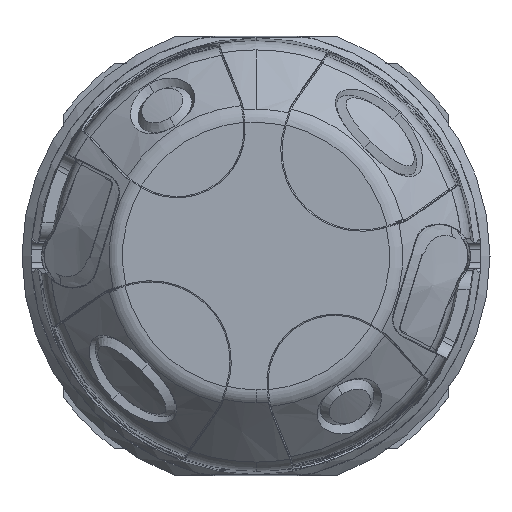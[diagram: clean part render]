
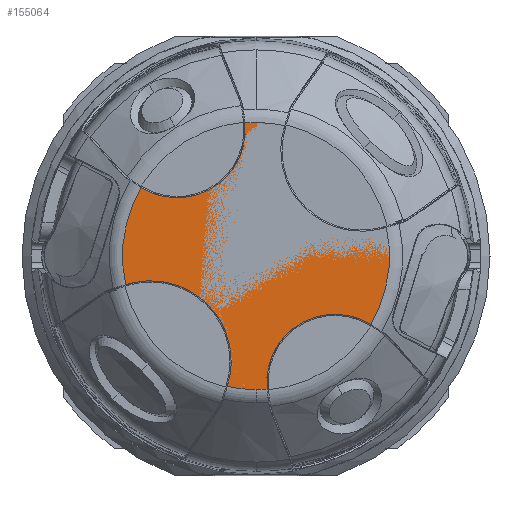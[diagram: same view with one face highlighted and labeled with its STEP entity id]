
A CAD part, front view. The second image highlights one B-rep face of the part: STEP entity #155064.
In plain terms, the highlighted planar face has unit normal (0, -1, 0).
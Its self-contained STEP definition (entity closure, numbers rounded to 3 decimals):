
#622 = EDGE_CURVE ( 'NONE', #133526, #131536, #51647, .T. ) ;
#1896 = ORIENTED_EDGE ( 'NONE', *, *, #113467, .T. ) ;
#4139 = CIRCLE ( 'NONE', #78908, 21.506 ) ;
#8028 = CARTESIAN_POINT ( 'NONE',  ( -15.207, -2.5, -4.059 ) ) ;
#11830 = ORIENTED_EDGE ( 'NONE', *, *, #622, .F. ) ;
#12718 = DIRECTION ( 'NONE',  ( 0., -1., 0. ) ) ;
#13757 = PLANE ( 'NONE',  #34230 ) ;
#20634 = CARTESIAN_POINT ( 'NONE',  ( -5.04, -2.5, -11.728 ) ) ;
#21317 = DIRECTION ( 'NONE',  ( 0., 0., 1. ) ) ;
#21714 = CARTESIAN_POINT ( 'NONE',  ( 19.899, -2.5, 4.277 ) ) ;
#22352 = CARTESIAN_POINT ( 'NONE',  ( 0., -2.5, 0. ) ) ;
#22430 = EDGE_CURVE ( 'NONE', #116343, #161005, #113066, .T. ) ;
#24291 = CIRCLE ( 'NONE', #170828, 10.975 ) ;
#25270 = CARTESIAN_POINT ( 'NONE',  ( 11.728, -2.5, 5.04 ) ) ;
#27282 = FACE_OUTER_BOUND ( 'NONE', #66290, .T. ) ;
#27751 = CARTESIAN_POINT ( 'NONE',  ( 0., -2.5, 0. ) ) ;
#32244 = CARTESIAN_POINT ( 'NONE',  ( 0., -2.5, 0. ) ) ;
#34229 = VERTEX_POINT ( 'NONE', #70480 ) ;
#34230 = AXIS2_PLACEMENT_3D ( 'NONE', #79531, #134438, #135302 ) ;
#36689 = DIRECTION ( 'NONE',  ( 0., 0., -1. ) ) ;
#37036 = DIRECTION ( 'NONE',  ( 0., -1., 0. ) ) ;
#37481 = ORIENTED_EDGE ( 'NONE', *, *, #70497, .F. ) ;
#37695 = CARTESIAN_POINT ( 'NONE',  ( -3.951, -2.5, -16.403 ) ) ;
#38635 = DIRECTION ( 'NONE',  ( 0., -1., 0. ) ) ;
#38775 = CARTESIAN_POINT ( 'NONE',  ( 5.04, -2.5, 11.728 ) ) ;
#40541 = ORIENTED_EDGE ( 'NONE', *, *, #69244, .T. ) ;
#44795 = DIRECTION ( 'NONE',  ( 0., 0., -1. ) ) ;
#47041 = AXIS2_PLACEMENT_3D ( 'NONE', #109003, #37036, #176433 ) ;
#48353 = CIRCLE ( 'NONE', #62698, 21.506 ) ;
#51194 = CARTESIAN_POINT ( 'NONE',  ( -11.728, -2.5, -5.04 ) ) ;
#51368 = CARTESIAN_POINT ( 'NONE',  ( 6.94, -2.5, 8.652 ) ) ;
#51647 = B_SPLINE_CURVE_WITH_KNOTS ( 'NONE', 3,
 ( #171782, #91722, #145715, #37695, #133117, #89052, #20634, #130452, #147482, #120490, #174425, #51194, #77305, #8028, #106090, #143931, #132223, #160927 ),
 .UNSPECIFIED., .F., .F.,
 ( 4, 2, 2, 2, 2, 2, 2, 2, 4 ),
 ( 0., 0.004, 0.007, 0.011, 0.014, 0.018, 0.021, 0.025, 0.028 ),
 .UNSPECIFIED. ) ;
#51940 = DIRECTION ( 'NONE',  ( 0., -1., 0. ) ) ;
#53904 = CARTESIAN_POINT ( 'NONE',  ( -12.718, -2.5, 20.353 ) ) ;
#62698 = AXIS2_PLACEMENT_3D ( 'NONE', #27751, #103236, #44795 ) ;
#63728 = EDGE_CURVE ( 'NONE', #67376, #34229, #115360, .T. ) ;
#63942 = CARTESIAN_POINT ( 'NONE',  ( 3.951, -2.5, 16.403 ) ) ;
#64606 = CARTESIAN_POINT ( 'NONE',  ( 1.796, -2.5, -21.431 ) ) ;
#65270 = EDGE_CURVE ( 'NONE', #107727, #131536, #156222, .T. ) ;
#66290 = EDGE_LOOP ( 'NONE', ( #11830, #149502, #144712, #92662, #40541, #158236, #1896, #37481, #170665 ) ) ;
#67376 = VERTEX_POINT ( 'NONE', #96249 ) ;
#68868 = CARTESIAN_POINT ( 'NONE',  ( -18.475, -2.5, 11.009 ) ) ;
#69244 = EDGE_CURVE ( 'NONE', #143800, #34229, #4139, .T. ) ;
#70480 = CARTESIAN_POINT ( 'NONE',  ( 21., -2.5, 4.637 ) ) ;
#70497 = EDGE_CURVE ( 'NONE', #107727, #159680, #24291, .T. ) ;
#77305 = CARTESIAN_POINT ( 'NONE',  ( -12.848, -2.5, -4.608 ) ) ;
#78908 = AXIS2_PLACEMENT_3D ( 'NONE', #114953, #171573, #21317 ) ;
#79531 = CARTESIAN_POINT ( 'NONE',  ( 0., -2.5, 0. ) ) ;
#80155 = CARTESIAN_POINT ( 'NONE',  ( 16.403, -2.5, 3.951 ) ) ;
#80232 = CARTESIAN_POINT ( 'NONE',  ( 12.718, -2.5, -20.353 ) ) ;
#87667 = CARTESIAN_POINT ( 'NONE',  ( -21., -2.5, -4.637 ) ) ;
#89052 = CARTESIAN_POINT ( 'NONE',  ( -4.608, -2.5, -12.848 ) ) ;
#91722 = CARTESIAN_POINT ( 'NONE',  ( -4.277, -2.5, -19.9 ) ) ;
#92662 = ORIENTED_EDGE ( 'NONE', *, *, #111028, .F. ) ;
#93692 = CARTESIAN_POINT ( 'NONE',  ( 9.611, -2.5, 6.216 ) ) ;
#95311 = DIRECTION ( 'NONE',  ( 0., 0., -1. ) ) ;
#96249 = CARTESIAN_POINT ( 'NONE',  ( 4.637, -2.5, 21. ) ) ;
#103216 = CARTESIAN_POINT ( 'NONE',  ( 18.475, -2.5, -11.009 ) ) ;
#103236 = DIRECTION ( 'NONE',  ( 0., -1., 0. ) ) ;
#103960 = AXIS2_PLACEMENT_3D ( 'NONE', #80232, #12718, #150398 ) ;
#104514 = CARTESIAN_POINT ( 'NONE',  ( 4.069, -2.5, 18.77 ) ) ;
#105173 = DIRECTION ( 'NONE',  ( 0., 0., -1. ) ) ;
#105408 = CARTESIAN_POINT ( 'NONE',  ( 15.207, -2.5, 4.059 ) ) ;
#106090 = CARTESIAN_POINT ( 'NONE',  ( -16.403, -2.5, -3.951 ) ) ;
#106271 = CARTESIAN_POINT ( 'NONE',  ( 4.277, -2.5, 19.9 ) ) ;
#106906 = CIRCLE ( 'NONE', #141450, 21.506 ) ;
#107727 = VERTEX_POINT ( 'NONE', #68868 ) ;
#109003 = CARTESIAN_POINT ( 'NONE',  ( 0., -2.5, 0. ) ) ;
#111028 = EDGE_CURVE ( 'NONE', #143800, #161005, #164287, .T. ) ;
#113066 = CIRCLE ( 'NONE', #150290, 21.506 ) ;
#113467 = EDGE_CURVE ( 'NONE', #67376, #159680, #106906, .T. ) ;
#114953 = CARTESIAN_POINT ( 'NONE',  ( 0., -2.5, 0. ) ) ;
#115360 = B_SPLINE_CURVE_WITH_KNOTS ( 'NONE', 3,
 ( #148560, #106271, #104514, #63942, #147666, #118904, #38775, #145893, #51368, #156062, #93692, #25270, #118017, #105408, #80155, #135066, #21714, #131533 ),
 .UNSPECIFIED., .F., .F.,
 ( 4, 2, 2, 2, 2, 2, 2, 2, 4 ),
 ( 0., 0.004, 0.007, 0.011, 0.014, 0.018, 0.021, 0.025, 0.028 ),
 .UNSPECIFIED. ) ;
#116343 = VERTEX_POINT ( 'NONE', #131595 ) ;
#118017 = CARTESIAN_POINT ( 'NONE',  ( 12.848, -2.5, 4.608 ) ) ;
#118904 = CARTESIAN_POINT ( 'NONE',  ( 4.608, -2.5, 12.848 ) ) ;
#120490 = CARTESIAN_POINT ( 'NONE',  ( -8.652, -2.5, -6.939 ) ) ;
#129683 = CARTESIAN_POINT ( 'NONE',  ( -1.796, -2.5, 21.431 ) ) ;
#130452 = CARTESIAN_POINT ( 'NONE',  ( -6.216, -2.5, -9.61 ) ) ;
#131533 = CARTESIAN_POINT ( 'NONE',  ( 21., -2.5, 4.637 ) ) ;
#131536 = VERTEX_POINT ( 'NONE', #87667 ) ;
#131595 = CARTESIAN_POINT ( 'NONE',  ( 0., -2.5, -21.506 ) ) ;
#132223 = CARTESIAN_POINT ( 'NONE',  ( -19.899, -2.5, -4.277 ) ) ;
#133117 = CARTESIAN_POINT ( 'NONE',  ( -4.059, -2.5, -15.207 ) ) ;
#133526 = VERTEX_POINT ( 'NONE', #134063 ) ;
#134063 = CARTESIAN_POINT ( 'NONE',  ( -4.637, -2.5, -21. ) ) ;
#134438 = DIRECTION ( 'NONE',  ( 0., -1., 0. ) ) ;
#135066 = CARTESIAN_POINT ( 'NONE',  ( 18.77, -2.5, 4.068 ) ) ;
#135302 = DIRECTION ( 'NONE',  ( 0., 0., -1. ) ) ;
#141450 = AXIS2_PLACEMENT_3D ( 'NONE', #32244, #51940, #36689 ) ;
#143800 = VERTEX_POINT ( 'NONE', #103216 ) ;
#143931 = CARTESIAN_POINT ( 'NONE',  ( -18.77, -2.5, -4.068 ) ) ;
#144712 = ORIENTED_EDGE ( 'NONE', *, *, #22430, .T. ) ;
#145715 = CARTESIAN_POINT ( 'NONE',  ( -4.069, -2.5, -18.77 ) ) ;
#145893 = CARTESIAN_POINT ( 'NONE',  ( 6.216, -2.5, 9.61 ) ) ;
#147482 = CARTESIAN_POINT ( 'NONE',  ( -6.94, -2.5, -8.652 ) ) ;
#147666 = CARTESIAN_POINT ( 'NONE',  ( 4.059, -2.5, 15.207 ) ) ;
#148333 = DIRECTION ( 'NONE',  ( 0., -1., 0. ) ) ;
#148560 = CARTESIAN_POINT ( 'NONE',  ( 4.637, -2.5, 21. ) ) ;
#149502 = ORIENTED_EDGE ( 'NONE', *, *, #151000, .T. ) ;
#150290 = AXIS2_PLACEMENT_3D ( 'NONE', #22352, #148333, #105173 ) ;
#150398 = DIRECTION ( 'NONE',  ( 0., 0., 1. ) ) ;
#151000 = EDGE_CURVE ( 'NONE', #133526, #116343, #48353, .T. ) ;
#155064 = ADVANCED_FACE ( 'NONE', ( #27282 ), #13757, .T. ) ;
#156062 = CARTESIAN_POINT ( 'NONE',  ( 8.652, -2.5, 6.939 ) ) ;
#156222 = CIRCLE ( 'NONE', #47041, 21.506 ) ;
#158236 = ORIENTED_EDGE ( 'NONE', *, *, #63728, .F. ) ;
#159680 = VERTEX_POINT ( 'NONE', #129683 ) ;
#160927 = CARTESIAN_POINT ( 'NONE',  ( -21., -2.5, -4.637 ) ) ;
#161005 = VERTEX_POINT ( 'NONE', #64606 ) ;
#164287 = CIRCLE ( 'NONE', #103960, 10.975 ) ;
#170665 = ORIENTED_EDGE ( 'NONE', *, *, #65270, .T. ) ;
#170828 = AXIS2_PLACEMENT_3D ( 'NONE', #53904, #38635, #95311 ) ;
#171573 = DIRECTION ( 'NONE',  ( 0., -1., 0. ) ) ;
#171782 = CARTESIAN_POINT ( 'NONE',  ( -4.637, -2.5, -21. ) ) ;
#174425 = CARTESIAN_POINT ( 'NONE',  ( -9.611, -2.5, -6.216 ) ) ;
#176433 = DIRECTION ( 'NONE',  ( 0., 0., -1. ) ) ;
